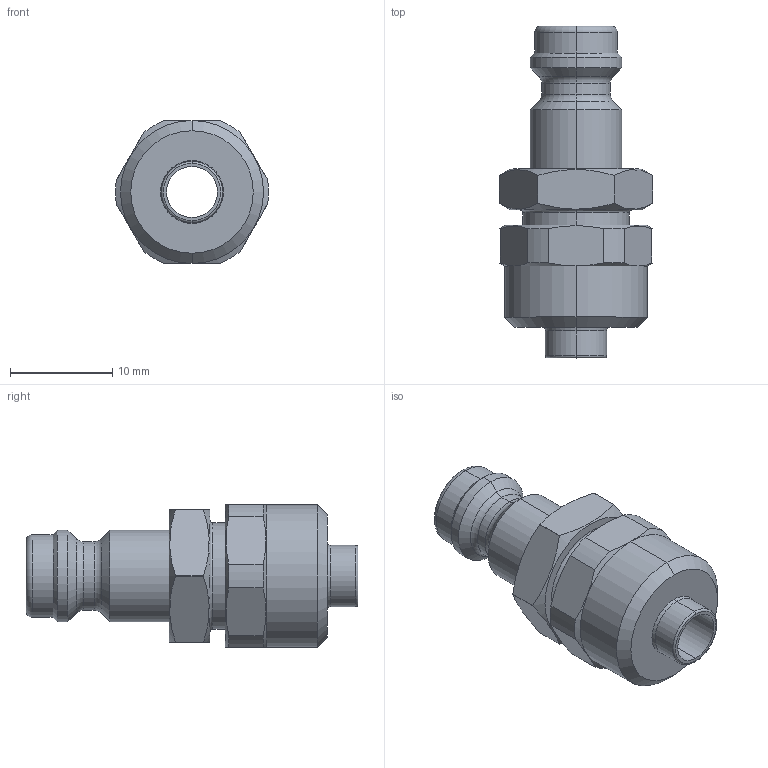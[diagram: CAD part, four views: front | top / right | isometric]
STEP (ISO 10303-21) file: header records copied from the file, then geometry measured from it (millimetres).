
FILE_DESCRIPTION (( 'STEP AP203' ), '1' );
FILE_NAME ('07211340.STEP', '2011-07-14T06:24:31', ( 'SP' ), ( 'sopra-pneumatic' ), 'SwSTEP 2.0', 'SolidWorks 2011', '' );
FILE_SCHEMA (( 'CONFIG_CONTROL_DESIGN' ));
Length unit declared in the file: millimetre
Products named in the file (1): 07211340
Bounding box: 15 x 32.5 x 14 mm (x, y, z)
Volume: 2477.4 mm3; surface area: 1965 mm2
Topology: 1 solids, 1 shells, 80 faces, 186 edges, 112 vertices
Faces by surface type: cylinder 28, cone 24, plane 18, torus 10
Entity records: 2487 total; most frequent: CARTESIAN_POINT 583, DIRECTION 404, ORIENTED_EDGE 372, EDGE_CURVE 186, AXIS2_PLACEMENT_3D 173, VERTEX_POINT 112, CIRCLE 92, EDGE_LOOP 86
